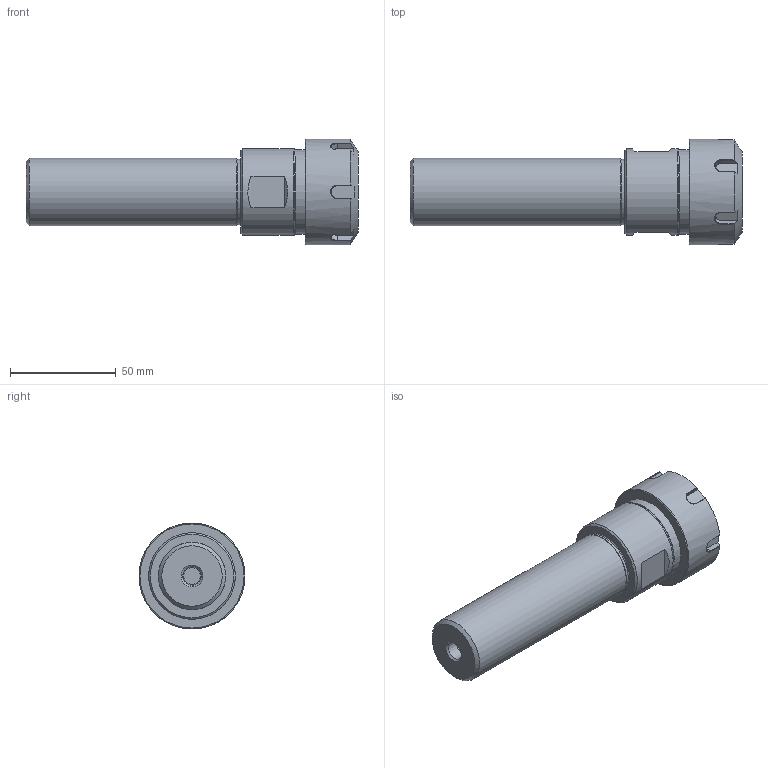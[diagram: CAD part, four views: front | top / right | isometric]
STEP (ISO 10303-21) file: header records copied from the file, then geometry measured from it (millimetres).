
FILE_DESCRIPTION(/* description */ (''),/* implementation_level */ '2;1');
FILE_NAME(/* name */ 'C1.25-ER32-4.0-REV1.stp',/* time_stamp */ '2016-10-14T21:40:47-05:00',/* author */ ('Me'),/* organization */ (''),/* preprocessor_version */ 'ST-DEVELOPER v15.6',/* originating_system */ 'Autodesk Inventor 2015',/* authorisation */ '');
FILE_SCHEMA (('AUTOMOTIVE_DESIGN { 1 0 10303 214 3 1 1 }'));
Length unit declared in the file: inch
Products named in the file (1): C1.25-ER32-4.0-REV1
Bounding box: 156.97 x 50.04 x 50.04 mm (x, y, z)
Volume: 160790.1 mm3; surface area: 24245.8 mm2
Topology: 1 solids, 1 shells, 70 faces, 169 edges, 106 vertices
Faces by surface type: plane 42, cylinder 12, cone 6, bspline 6, torus 4
Full cylindrical faces by diameter (mm): 7.95 x1, 31.115 x1, 31.75 x1, 40 x1, 40.945 x1, 50.038 x1
Entity records: 2446 total; most frequent: CARTESIAN_POINT 917, ORIENTED_EDGE 292, DIRECTION 270, EDGE_CURVE 146, AXIS2_PLACEMENT_3D 101, VERTEX_POINT 100, EDGE_LOOP 92, FACE_OUTER_BOUND 70
